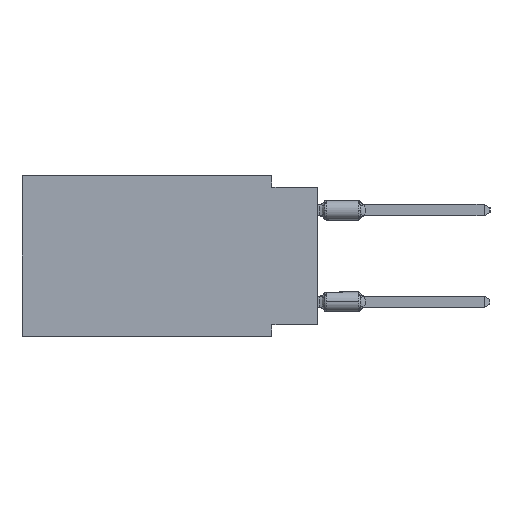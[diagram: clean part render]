
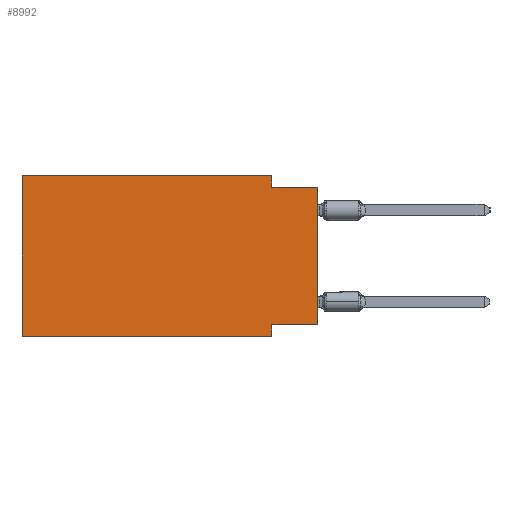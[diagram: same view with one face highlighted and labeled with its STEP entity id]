
A CAD part, left-side view. The second image highlights one B-rep face of the part: STEP entity #8992.
In plain terms, the highlighted planar face has unit normal (-1, 0, 0).
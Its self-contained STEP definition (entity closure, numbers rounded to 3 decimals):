
#950 = LINE ( 'NONE', #1377, #3719 ) ;
#1178 = ORIENTED_EDGE ( 'NONE', *, *, #4578, .F. ) ;
#1377 = CARTESIAN_POINT ( 'NONE',  ( 0., 0., -8.255 ) ) ;
#2354 = CARTESIAN_POINT ( 'NONE',  ( 0., 16.383, 0. ) ) ;
#3063 = VERTEX_POINT ( 'NONE', #38904 ) ;
#3719 = VECTOR ( 'NONE', #36685, 1000. ) ;
#4390 = LINE ( 'NONE', #36708, #33606 ) ;
#4578 = EDGE_CURVE ( 'NONE', #33290, #9627, #4390, .T. ) ;
#4600 = EDGE_LOOP ( 'NONE', ( #6608, #33102, #31363, #12074, #1178, #28213, #37722, #37890 ) ) ;
#4903 = CARTESIAN_POINT ( 'NONE',  ( 0., 2.54, -8.89 ) ) ;
#5190 = VERTEX_POINT ( 'NONE', #16288 ) ;
#5770 = CARTESIAN_POINT ( 'NONE',  ( 0., 2.54, -8.89 ) ) ;
#6608 = ORIENTED_EDGE ( 'NONE', *, *, #18332, .T. ) ;
#7180 = DIRECTION ( 'NONE',  ( 0., 0., 1. ) ) ;
#7666 = CARTESIAN_POINT ( 'NONE',  ( 0., 16.383, 0. ) ) ;
#7996 = CARTESIAN_POINT ( 'NONE',  ( 0., 0., 0. ) ) ;
#8093 = LINE ( 'NONE', #21037, #37849 ) ;
#8189 = AXIS2_PLACEMENT_3D ( 'NONE', #2354, #34887, #28917 ) ;
#8992 = ADVANCED_FACE ( 'NONE', ( #12780 ), #25080, .F. ) ;
#9627 = VERTEX_POINT ( 'NONE', #7666 ) ;
#10003 = EDGE_CURVE ( 'NONE', #26315, #36549, #16765, .T. ) ;
#10300 = CARTESIAN_POINT ( 'NONE',  ( 0., 2.54, 0. ) ) ;
#11209 = VECTOR ( 'NONE', #20937, 1000. ) ;
#11583 = LINE ( 'NONE', #7996, #11209 ) ;
#12074 = ORIENTED_EDGE ( 'NONE', *, *, #24388, .F. ) ;
#12454 = EDGE_CURVE ( 'NONE', #25365, #26315, #20285, .T. ) ;
#12780 = FACE_OUTER_BOUND ( 'NONE', #4600, .T. ) ;
#13206 = DIRECTION ( 'NONE',  ( 0., -1., 0. ) ) ;
#16187 = CARTESIAN_POINT ( 'NONE',  ( 0., 16.383, 0. ) ) ;
#16288 = CARTESIAN_POINT ( 'NONE',  ( 0., 0., -8.255 ) ) ;
#16676 = DIRECTION ( 'NONE',  ( 0., 0., -1. ) ) ;
#16765 = LINE ( 'NONE', #29725, #37794 ) ;
#18332 = EDGE_CURVE ( 'NONE', #5190, #36549, #11583, .T. ) ;
#18605 = CARTESIAN_POINT ( 'NONE',  ( 0., 0., -0.635 ) ) ;
#18714 = DIRECTION ( 'NONE',  ( 0., 0., -1. ) ) ;
#20285 = LINE ( 'NONE', #10300, #28440 ) ;
#20937 = DIRECTION ( 'NONE',  ( 0., 0., 1. ) ) ;
#21037 = CARTESIAN_POINT ( 'NONE',  ( 0., 16.383, -8.89 ) ) ;
#22927 = EDGE_CURVE ( 'NONE', #5190, #3063, #950, .T. ) ;
#24388 = EDGE_CURVE ( 'NONE', #9627, #25365, #29346, .T. ) ;
#25080 = PLANE ( 'NONE',  #8189 ) ;
#25365 = VERTEX_POINT ( 'NONE', #35317 ) ;
#26218 = VECTOR ( 'NONE', #13206, 1000. ) ;
#26315 = VERTEX_POINT ( 'NONE', #40852 ) ;
#28213 = ORIENTED_EDGE ( 'NONE', *, *, #41796, .T. ) ;
#28440 = VECTOR ( 'NONE', #16676, 1000. ) ;
#28917 = DIRECTION ( 'NONE',  ( 0., 0., -1. ) ) ;
#29346 = LINE ( 'NONE', #16187, #26218 ) ;
#29725 = CARTESIAN_POINT ( 'NONE',  ( 0., 0., -0.635 ) ) ;
#30034 = EDGE_CURVE ( 'NONE', #3063, #35054, #34884, .T. ) ;
#31363 = ORIENTED_EDGE ( 'NONE', *, *, #12454, .F. ) ;
#33102 = ORIENTED_EDGE ( 'NONE', *, *, #10003, .F. ) ;
#33290 = VERTEX_POINT ( 'NONE', #37793 ) ;
#33606 = VECTOR ( 'NONE', #7180, 1000. ) ;
#34012 = DIRECTION ( 'NONE',  ( 0., -1., 0. ) ) ;
#34884 = LINE ( 'NONE', #5770, #40400 ) ;
#34887 = DIRECTION ( 'NONE',  ( 1., 0., 0. ) ) ;
#35054 = VERTEX_POINT ( 'NONE', #4903 ) ;
#35317 = CARTESIAN_POINT ( 'NONE',  ( 0., 2.54, 0. ) ) ;
#36549 = VERTEX_POINT ( 'NONE', #18605 ) ;
#36685 = DIRECTION ( 'NONE',  ( 0., 1., 0. ) ) ;
#36708 = CARTESIAN_POINT ( 'NONE',  ( 0., 16.383, 0. ) ) ;
#37722 = ORIENTED_EDGE ( 'NONE', *, *, #30034, .F. ) ;
#37793 = CARTESIAN_POINT ( 'NONE',  ( 0., 16.383, -8.89 ) ) ;
#37794 = VECTOR ( 'NONE', #39714, 1000. ) ;
#37849 = VECTOR ( 'NONE', #34012, 1000. ) ;
#37890 = ORIENTED_EDGE ( 'NONE', *, *, #22927, .F. ) ;
#38904 = CARTESIAN_POINT ( 'NONE',  ( 0., 2.54, -8.255 ) ) ;
#39714 = DIRECTION ( 'NONE',  ( 0., -1., 0. ) ) ;
#40400 = VECTOR ( 'NONE', #18714, 1000. ) ;
#40852 = CARTESIAN_POINT ( 'NONE',  ( 0., 2.54, -0.635 ) ) ;
#41796 = EDGE_CURVE ( 'NONE', #33290, #35054, #8093, .T. ) ;
